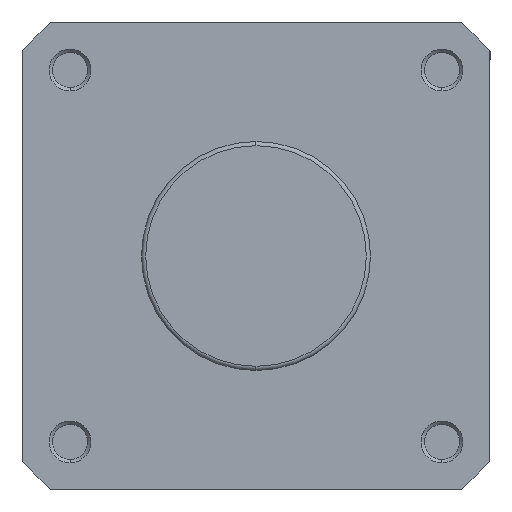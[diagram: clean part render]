
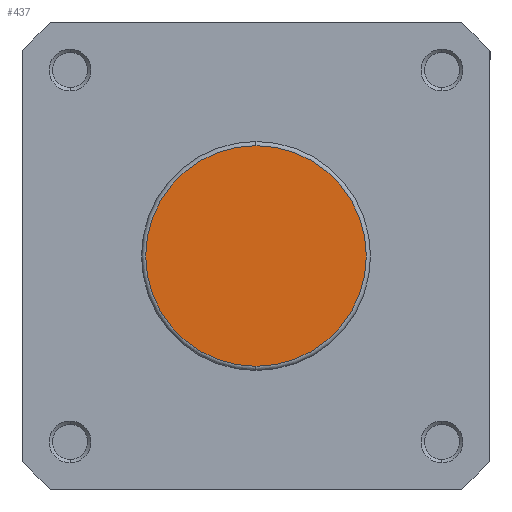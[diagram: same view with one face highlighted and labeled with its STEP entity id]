
A CAD part, left-side view. The second image highlights one B-rep face of the part: STEP entity #437.
In plain terms, the highlighted planar face has unit normal (-1, 0, 0).
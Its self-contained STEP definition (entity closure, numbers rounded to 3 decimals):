
#108 = EDGE_CURVE ( 'NONE', #1182, #1181, #1442, .T. ) ;
#437 = ADVANCED_FACE ( 'NONE', ( #1664 ), #3479, .F. ) ;
#510 = EDGE_CURVE ( 'NONE', #1181, #1182, #1792, .T. ) ;
#1181 = VERTEX_POINT ( 'NONE', #4152 ) ;
#1182 = VERTEX_POINT ( 'NONE', #4140 ) ;
#1442 = CIRCLE ( 'NONE', #2240, 26.4 ) ;
#1664 = FACE_OUTER_BOUND ( 'NONE', #5282, .T. ) ;
#1792 = CIRCLE ( 'NONE', #2403, 26.4 ) ;
#2240 = AXIS2_PLACEMENT_3D ( 'NONE', #2817, #2818, #2819 ) ;
#2352 = AXIS2_PLACEMENT_3D ( 'NONE', #3473, #3481, #3482 ) ;
#2403 = AXIS2_PLACEMENT_3D ( 'NONE', #3703, #3710, #3711 ) ;
#2817 = CARTESIAN_POINT ( 'NONE',  ( 0., 0., 0. ) ) ;
#2818 = DIRECTION ( 'NONE',  ( -1., 0., 0. ) ) ;
#2819 = DIRECTION ( 'NONE',  ( 0., 0., -1. ) ) ;
#3473 = CARTESIAN_POINT ( 'NONE',  ( 0., 27.4, 0. ) ) ;
#3479 = PLANE ( 'NONE',  #2352 ) ;
#3481 = DIRECTION ( 'NONE',  ( 1., 0., 0. ) ) ;
#3482 = DIRECTION ( 'NONE',  ( 0., 0., -1. ) ) ;
#3703 = CARTESIAN_POINT ( 'NONE',  ( 0., 0., 0. ) ) ;
#3710 = DIRECTION ( 'NONE',  ( -1., 0., 0. ) ) ;
#3711 = DIRECTION ( 'NONE',  ( 0., 0., -1. ) ) ;
#4140 = CARTESIAN_POINT ( 'NONE',  ( 0., 0., 26.4 ) ) ;
#4152 = CARTESIAN_POINT ( 'NONE',  ( 0., 0., -26.4 ) ) ;
#5282 = EDGE_LOOP ( 'NONE', ( #5583, #5582 ) ) ;
#5582 = ORIENTED_EDGE ( 'NONE', *, *, #108, .T. ) ;
#5583 = ORIENTED_EDGE ( 'NONE', *, *, #510, .T. ) ;
